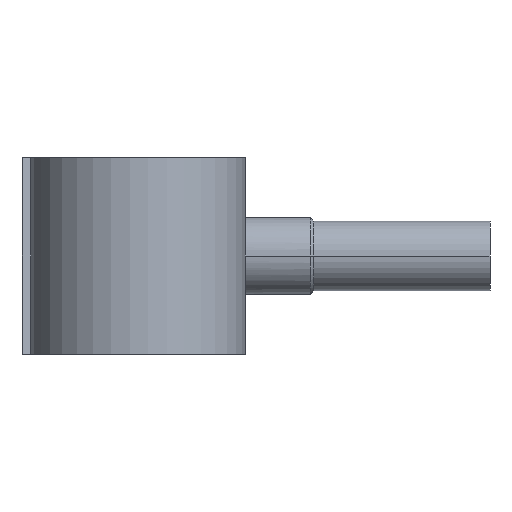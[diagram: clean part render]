
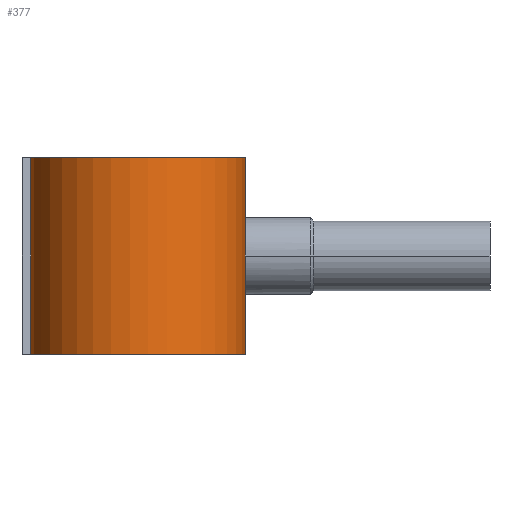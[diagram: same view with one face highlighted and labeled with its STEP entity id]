
A CAD part, front view. The second image highlights one B-rep face of the part: STEP entity #377.
In plain terms, the highlighted cylindrical face has radius 49.267 mm (diameter 98.533 mm), a partial arc.
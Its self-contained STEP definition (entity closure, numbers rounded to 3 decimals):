
#283 = EDGE_CURVE( '', #553, #437, #717, .T. );
#297 = VERTEX_POINT( '', #732 );
#331 = EDGE_CURVE( '', #437, #637, #769, .T. );
#377 = ADVANCED_FACE( '', ( #820 ), #821, .T. );
#415 = EDGE_CURVE( '', #297, #637, #866, .T. );
#427 = EDGE_CURVE( '', #297, #553, #880, .T. );
#437 = VERTEX_POINT( '', #890 );
#553 = VERTEX_POINT( '', #1021 );
#637 = VERTEX_POINT( '', #1112 );
#717 = CIRCLE( '', #1238, 49.267 );
#732 = CARTESIAN_POINT( '', ( -49.032, -4.8, 45. ) );
#769 = LINE( '', #1353, #1354 );
#820 = FACE_OUTER_BOUND( '', #1465, .T. );
#821 = CYLINDRICAL_SURFACE( '', #1466, 49.267 );
#866 = CIRCLE( '', #1575, 49.267 );
#880 = LINE( '', #1592, #1593 );
#890 = CARTESIAN_POINT( '', ( 49.032, 4.8, -45. ) );
#1021 = CARTESIAN_POINT( '', ( -49.032, -4.8, -45. ) );
#1112 = CARTESIAN_POINT( '', ( 49.032, 4.8, 45. ) );
#1238 = AXIS2_PLACEMENT_3D( '', #2129, #2130, #2131 );
#1353 = CARTESIAN_POINT( '', ( 49.032, 4.8, 45. ) );
#1354 = VECTOR( '', #2186, 1. );
#1465 = EDGE_LOOP( '', ( #2243, #2244, #2245, #2246 ) );
#1466 = AXIS2_PLACEMENT_3D( '', #2247, #2248, #2249 );
#1575 = AXIS2_PLACEMENT_3D( '', #2317, #2318, #2319 );
#1592 = CARTESIAN_POINT( '', ( -49.032, -4.8, 45. ) );
#1593 = VECTOR( '', #2344, 1. );
#2129 = CARTESIAN_POINT( '', ( 0., 0., -45. ) );
#2130 = DIRECTION( '', ( 0., 0., 1. ) );
#2131 = DIRECTION( '', ( -0.995, -0.097, 0. ) );
#2186 = DIRECTION( '', ( 0., 0., 1. ) );
#2243 = ORIENTED_EDGE( '', *, *, #331, .T. );
#2244 = ORIENTED_EDGE( '', *, *, #415, .F. );
#2245 = ORIENTED_EDGE( '', *, *, #427, .T. );
#2246 = ORIENTED_EDGE( '', *, *, #283, .T. );
#2247 = CARTESIAN_POINT( '', ( 0., 0., 45. ) );
#2248 = DIRECTION( '', ( 0., 0., 1. ) );
#2249 = DIRECTION( '', ( -0.995, -0.097, 0. ) );
#2317 = CARTESIAN_POINT( '', ( 0., 0., 45. ) );
#2318 = DIRECTION( '', ( 0., 0., 1. ) );
#2319 = DIRECTION( '', ( -0.995, -0.097, 0. ) );
#2344 = DIRECTION( '', ( 0., 0., -1. ) );
